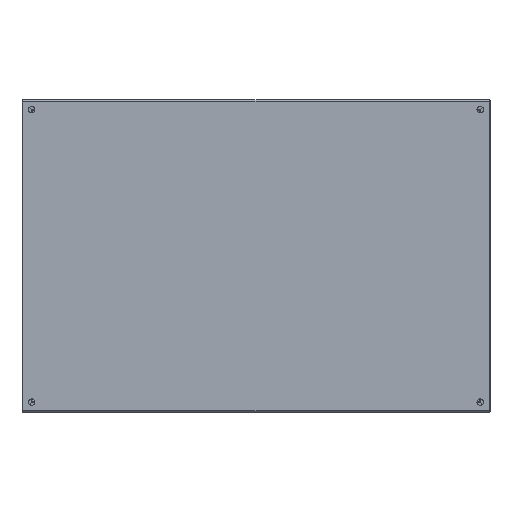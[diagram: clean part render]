
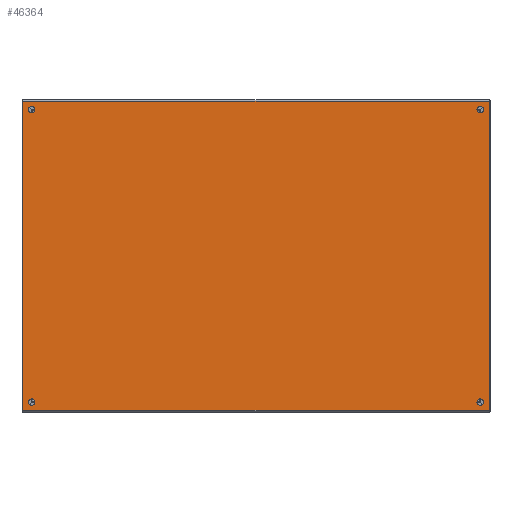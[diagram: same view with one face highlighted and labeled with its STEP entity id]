
A CAD part, top view. The second image highlights one B-rep face of the part: STEP entity #46364.
In plain terms, the highlighted face is planar.
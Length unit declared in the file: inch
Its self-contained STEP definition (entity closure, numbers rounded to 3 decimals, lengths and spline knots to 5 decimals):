
#715 = CARTESIAN_POINT ( 'NONE',  ( 0., 1., 11.25 ) ) ;
#740 = DIRECTION ( 'NONE',  ( 0., -1., 0. ) ) ;
#841 = DIRECTION ( 'NONE',  ( 0., 0., 1. ) ) ;
#971 = VERTEX_POINT ( 'NONE', #16985 ) ;
#1400 = FACE_BOUND ( 'NONE', #14656, .T. ) ;
#1428 = CIRCLE ( 'NONE', #29384, 0.25 ) ;
#2115 = VECTOR ( 'NONE', #19483, 39.37008 ) ;
#2384 = AXIS2_PLACEMENT_3D ( 'NONE', #27647, #32241, #42516 ) ;
#2525 = DIRECTION ( 'NONE',  ( 1., 0., 0. ) ) ;
#2762 = DIRECTION ( 'NONE',  ( 1., 0., 0. ) ) ;
#3369 = VERTEX_POINT ( 'NONE', #24212 ) ;
#3513 = DIRECTION ( 'NONE',  ( 0., -1., 0. ) ) ;
#4195 = CARTESIAN_POINT ( 'NONE',  ( 0., 0.75, 11.25 ) ) ;
#4457 = EDGE_CURVE ( 'NONE', #3369, #16948, #19415, .T. ) ;
#4539 = LINE ( 'NONE', #34182, #15716 ) ;
#4685 = LINE ( 'NONE', #34098, #2115 ) ;
#4997 = DIRECTION ( 'NONE',  ( 1., 0., 0. ) ) ;
#5507 = EDGE_CURVE ( 'NONE', #47068, #971, #1428, .T. ) ;
#5960 = ORIENTED_EDGE ( 'NONE', *, *, #10388, .T. ) ;
#6231 = DIRECTION ( 'NONE',  ( 1., 0., 0. ) ) ;
#6468 = AXIS2_PLACEMENT_3D ( 'NONE', #36081, #2762, #17578 ) ;
#6638 = CARTESIAN_POINT ( 'NONE',  ( 0., 35.25, -11.25 ) ) ;
#6781 = EDGE_CURVE ( 'NONE', #10601, #21751, #4685, .T. ) ;
#7121 = CARTESIAN_POINT ( 'NONE',  ( 0., 35.928, 11.892 ) ) ;
#8190 = EDGE_CURVE ( 'NONE', #16854, #21751, #4539, .T. ) ;
#8419 = ORIENTED_EDGE ( 'NONE', *, *, #6781, .F. ) ;
#9543 = EDGE_CURVE ( 'NONE', #10601, #42076, #25829, .T. ) ;
#9712 = CARTESIAN_POINT ( 'NONE',  ( 0., 35.928, -11.892 ) ) ;
#9931 = AXIS2_PLACEMENT_3D ( 'NONE', #43497, #4997, #30509 ) ;
#10198 = VERTEX_POINT ( 'NONE', #44866 ) ;
#10388 = EDGE_CURVE ( 'NONE', #28352, #27761, #37834, .T. ) ;
#10451 = CIRCLE ( 'NONE', #46983, 0.25 ) ;
#10601 = VERTEX_POINT ( 'NONE', #7121 ) ;
#11353 = AXIS2_PLACEMENT_3D ( 'NONE', #37891, #45845, #15707 ) ;
#12067 = ORIENTED_EDGE ( 'NONE', *, *, #30183, .T. ) ;
#12133 = EDGE_LOOP ( 'NONE', ( #40476, #20223 ) ) ;
#12763 = AXIS2_PLACEMENT_3D ( 'NONE', #34728, #41315, #30841 ) ;
#13495 = EDGE_CURVE ( 'NONE', #16854, #42076, #18167, .T. ) ;
#14656 = EDGE_LOOP ( 'NONE', ( #18905, #31300 ) ) ;
#15278 = PLANE ( 'NONE',  #12763 ) ;
#15406 = ORIENTED_EDGE ( 'NONE', *, *, #9543, .T. ) ;
#15510 = FACE_BOUND ( 'NONE', #30192, .T. ) ;
#15586 = DIRECTION ( 'NONE',  ( 1., 0., 0. ) ) ;
#15707 = DIRECTION ( 'NONE',  ( 0., -1., 0. ) ) ;
#15716 = VECTOR ( 'NONE', #841, 39.37008 ) ;
#16102 = ORIENTED_EDGE ( 'NONE', *, *, #8190, .T. ) ;
#16352 = CARTESIAN_POINT ( 'NONE',  ( 0., 0.072, 11.892 ) ) ;
#16854 = VERTEX_POINT ( 'NONE', #33816 ) ;
#16948 = VERTEX_POINT ( 'NONE', #715 ) ;
#16985 = CARTESIAN_POINT ( 'NONE',  ( 0., 35., 11.25 ) ) ;
#17578 = DIRECTION ( 'NONE',  ( 0., -1., 0. ) ) ;
#17755 = EDGE_CURVE ( 'NONE', #27761, #28352, #35592, .T. ) ;
#18167 = LINE ( 'NONE', #32032, #41334 ) ;
#18905 = ORIENTED_EDGE ( 'NONE', *, *, #23067, .T. ) ;
#19415 = CIRCLE ( 'NONE', #39643, 0.25 ) ;
#19483 = DIRECTION ( 'NONE',  ( 0., -1., 0. ) ) ;
#19691 = EDGE_LOOP ( 'NONE', ( #8419, #15406, #41787, #16102 ) ) ;
#20223 = ORIENTED_EDGE ( 'NONE', *, *, #46924, .T. ) ;
#21077 = DIRECTION ( 'NONE',  ( 0., -1., 0. ) ) ;
#21751 = VERTEX_POINT ( 'NONE', #16352 ) ;
#23067 = EDGE_CURVE ( 'NONE', #971, #47068, #45876, .T. ) ;
#24212 = CARTESIAN_POINT ( 'NONE',  ( 0., 0.5, 11.25 ) ) ;
#24260 = DIRECTION ( 'NONE',  ( 0., -1., 0. ) ) ;
#25205 = VERTEX_POINT ( 'NONE', #39110 ) ;
#25353 = DIRECTION ( 'NONE',  ( 0., 0., -1. ) ) ;
#25829 = LINE ( 'NONE', #40676, #35068 ) ;
#27647 = CARTESIAN_POINT ( 'NONE',  ( 0., 35.25, 11.25 ) ) ;
#27761 = VERTEX_POINT ( 'NONE', #36747 ) ;
#28352 = VERTEX_POINT ( 'NONE', #35603 ) ;
#28390 = DIRECTION ( 'NONE',  ( 0., 1., 0. ) ) ;
#29384 = AXIS2_PLACEMENT_3D ( 'NONE', #39591, #6231, #21077 ) ;
#29632 = ORIENTED_EDGE ( 'NONE', *, *, #4457, .T. ) ;
#30183 = EDGE_CURVE ( 'NONE', #16948, #3369, #35256, .T. ) ;
#30192 = EDGE_LOOP ( 'NONE', ( #5960, #31163 ) ) ;
#30509 = DIRECTION ( 'NONE',  ( 0., -1., 0. ) ) ;
#30841 = DIRECTION ( 'NONE',  ( 0., -1., 0. ) ) ;
#31163 = ORIENTED_EDGE ( 'NONE', *, *, #17755, .T. ) ;
#31300 = ORIENTED_EDGE ( 'NONE', *, *, #5507, .T. ) ;
#31990 = DIRECTION ( 'NONE',  ( 1., 0., 0. ) ) ;
#32032 = CARTESIAN_POINT ( 'NONE',  ( 0., 35.928, -11.892 ) ) ;
#32241 = DIRECTION ( 'NONE',  ( 1., 0., 0. ) ) ;
#32958 = AXIS2_PLACEMENT_3D ( 'NONE', #38392, #31990, #24260 ) ;
#33816 = CARTESIAN_POINT ( 'NONE',  ( 0., 0.072, -11.892 ) ) ;
#34098 = CARTESIAN_POINT ( 'NONE',  ( 0., 0.072, 11.892 ) ) ;
#34182 = CARTESIAN_POINT ( 'NONE',  ( 0., 0.072, 11.928 ) ) ;
#34728 = CARTESIAN_POINT ( 'NONE',  ( 0., 0.072, 11.928 ) ) ;
#35068 = VECTOR ( 'NONE', #25353, 39.37008 ) ;
#35256 = CIRCLE ( 'NONE', #6468, 0.25 ) ;
#35592 = CIRCLE ( 'NONE', #9931, 0.25 ) ;
#35603 = CARTESIAN_POINT ( 'NONE',  ( 0., 0.5, -11.25 ) ) ;
#36081 = CARTESIAN_POINT ( 'NONE',  ( 0., 0.75, 11.25 ) ) ;
#36225 = CARTESIAN_POINT ( 'NONE',  ( 0., 35.5, 11.25 ) ) ;
#36747 = CARTESIAN_POINT ( 'NONE',  ( 0., 1., -11.25 ) ) ;
#37834 = CIRCLE ( 'NONE', #11353, 0.25 ) ;
#37891 = CARTESIAN_POINT ( 'NONE',  ( 0., 0.75, -11.25 ) ) ;
#38161 = FACE_BOUND ( 'NONE', #12133, .T. ) ;
#38392 = CARTESIAN_POINT ( 'NONE',  ( 0., 35.25, -11.25 ) ) ;
#39110 = CARTESIAN_POINT ( 'NONE',  ( 0., 35.5, -11.25 ) ) ;
#39591 = CARTESIAN_POINT ( 'NONE',  ( 0., 35.25, 11.25 ) ) ;
#39643 = AXIS2_PLACEMENT_3D ( 'NONE', #4195, #15586, #740 ) ;
#40476 = ORIENTED_EDGE ( 'NONE', *, *, #45573, .T. ) ;
#40676 = CARTESIAN_POINT ( 'NONE',  ( 0., 35.928, -11.928 ) ) ;
#41315 = DIRECTION ( 'NONE',  ( 1., 0., 0. ) ) ;
#41334 = VECTOR ( 'NONE', #28390, 39.37008 ) ;
#41787 = ORIENTED_EDGE ( 'NONE', *, *, #13495, .F. ) ;
#42050 = FACE_BOUND ( 'NONE', #46214, .T. ) ;
#42076 = VERTEX_POINT ( 'NONE', #9712 ) ;
#42516 = DIRECTION ( 'NONE',  ( 0., -1., 0. ) ) ;
#43497 = CARTESIAN_POINT ( 'NONE',  ( 0., 0.75, -11.25 ) ) ;
#44727 = FACE_OUTER_BOUND ( 'NONE', #19691, .T. ) ;
#44866 = CARTESIAN_POINT ( 'NONE',  ( 0., 35., -11.25 ) ) ;
#45573 = EDGE_CURVE ( 'NONE', #10198, #25205, #47724, .T. ) ;
#45845 = DIRECTION ( 'NONE',  ( 1., 0., 0. ) ) ;
#45876 = CIRCLE ( 'NONE', #2384, 0.25 ) ;
#46214 = EDGE_LOOP ( 'NONE', ( #29632, #12067 ) ) ;
#46364 = ADVANCED_FACE ( 'NONE', ( #44727, #15510, #38161, #42050, #1400 ), #15278, .F. ) ;
#46924 = EDGE_CURVE ( 'NONE', #25205, #10198, #10451, .T. ) ;
#46983 = AXIS2_PLACEMENT_3D ( 'NONE', #6638, #2525, #3513 ) ;
#47068 = VERTEX_POINT ( 'NONE', #36225 ) ;
#47724 = CIRCLE ( 'NONE', #32958, 0.25 ) ;
